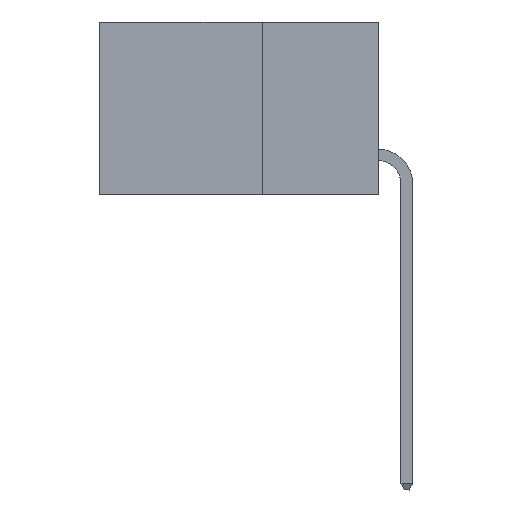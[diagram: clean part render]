
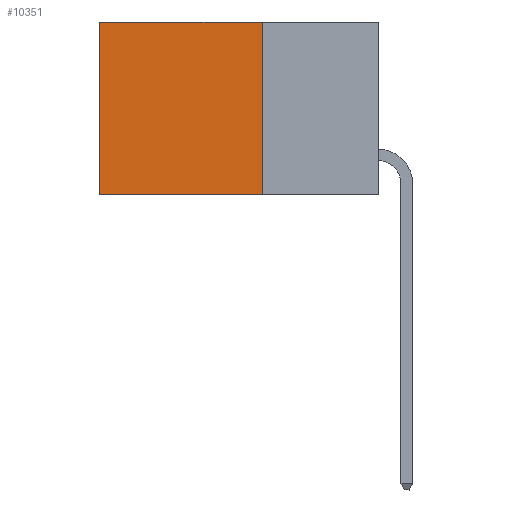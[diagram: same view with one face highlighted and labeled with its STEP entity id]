
A CAD part, left-side view. The second image highlights one B-rep face of the part: STEP entity #10351.
In plain terms, the highlighted planar face has unit normal (-1, 0, 0).
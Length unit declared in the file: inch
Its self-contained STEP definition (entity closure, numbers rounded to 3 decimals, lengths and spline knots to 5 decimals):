
#259 = CARTESIAN_POINT ( 'NONE',  ( 0.298, 0.25, -0.37 ) ) ;
#373 = CARTESIAN_POINT ( 'NONE',  ( 0.298, 0.6, 0. ) ) ;
#743 = CARTESIAN_POINT ( 'NONE',  ( 0.298, 0.25, 0. ) ) ;
#752 = VERTEX_POINT ( 'NONE', #14783 ) ;
#1098 = CARTESIAN_POINT ( 'NONE',  ( 0.298, 0.25, 0. ) ) ;
#1480 = ORIENTED_EDGE ( 'NONE', *, *, #12205, .T. ) ;
#1917 = DIRECTION ( 'NONE',  ( 1., 0., 0. ) ) ;
#2212 = LINE ( 'NONE', #259, #7378 ) ;
#2312 = EDGE_CURVE ( 'NONE', #9701, #8544, #8130, .T. ) ;
#2523 = CARTESIAN_POINT ( 'NONE',  ( 0.298, 0.6, 0. ) ) ;
#3686 = LINE ( 'NONE', #2523, #8647 ) ;
#3918 = ORIENTED_EDGE ( 'NONE', *, *, #14845, .F. ) ;
#5117 = VERTEX_POINT ( 'NONE', #6294 ) ;
#5912 = DIRECTION ( 'NONE',  ( 0., 0., -1. ) ) ;
#6112 = VECTOR ( 'NONE', #10292, 39.37008 ) ;
#6294 = CARTESIAN_POINT ( 'NONE',  ( 0.298, 0.6, -0.37 ) ) ;
#6364 = DIRECTION ( 'NONE',  ( 0., 1., 0. ) ) ;
#6765 = CARTESIAN_POINT ( 'NONE',  ( 0.298, 0.25, 0. ) ) ;
#7378 = VECTOR ( 'NONE', #6364, 39.37008 ) ;
#8130 = LINE ( 'NONE', #6765, #6112 ) ;
#8484 = DIRECTION ( 'NONE',  ( 0., 0., -1. ) ) ;
#8544 = VERTEX_POINT ( 'NONE', #373 ) ;
#8548 = VECTOR ( 'NONE', #5912, 39.37008 ) ;
#8647 = VECTOR ( 'NONE', #8484, 39.37008 ) ;
#9674 = ORIENTED_EDGE ( 'NONE', *, *, #2312, .T. ) ;
#9701 = VERTEX_POINT ( 'NONE', #10850 ) ;
#10292 = DIRECTION ( 'NONE',  ( 0., 1., 0. ) ) ;
#10351 = ADVANCED_FACE ( 'NONE', ( #12433 ), #11404, .F. ) ;
#10850 = CARTESIAN_POINT ( 'NONE',  ( 0.298, 0.25, 0. ) ) ;
#11404 = PLANE ( 'NONE',  #13673 ) ;
#11555 = ORIENTED_EDGE ( 'NONE', *, *, #11912, .F. ) ;
#11912 = EDGE_CURVE ( 'NONE', #752, #5117, #2212, .T. ) ;
#12205 = EDGE_CURVE ( 'NONE', #8544, #5117, #3686, .T. ) ;
#12433 = FACE_OUTER_BOUND ( 'NONE', #14515, .T. ) ;
#12772 = DIRECTION ( 'NONE',  ( 0., 0., -1. ) ) ;
#13673 = AXIS2_PLACEMENT_3D ( 'NONE', #743, #1917, #12772 ) ;
#14515 = EDGE_LOOP ( 'NONE', ( #1480, #11555, #3918, #9674 ) ) ;
#14783 = CARTESIAN_POINT ( 'NONE',  ( 0.298, 0.25, -0.37 ) ) ;
#14845 = EDGE_CURVE ( 'NONE', #9701, #752, #14870, .T. ) ;
#14870 = LINE ( 'NONE', #1098, #8548 ) ;
